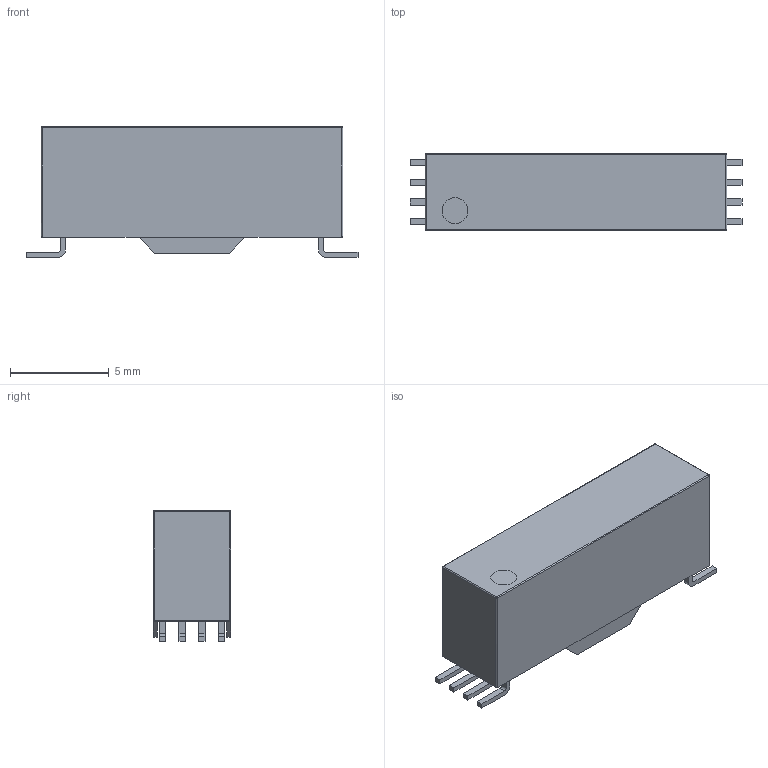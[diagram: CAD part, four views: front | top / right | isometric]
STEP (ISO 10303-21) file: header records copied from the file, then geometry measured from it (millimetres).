
FILE_DESCRIPTION(/* description */ (''),/* implementation_level */ '2;1');
FILE_NAME(/* name */ 'REL_PICKERING_200RF.stp',/* time_stamp */ '2016-05-19T14:35:01+02:00',/* author */ ('riccim'),/* organization */ ('SolidWorks'),/* preprocessor_version */ 'ST-DEVELOPER v15.5',/* originating_system */ 'AutoCAD Mechanical',/* authorisation */ ' ');
FILE_SCHEMA (('AUTOMOTIVE_DESIGN { 1 0 10303 214 3 1 1 }'));
Length unit declared in the file: millimetre
Products named in the file (1): Product
Bounding box: 16.8 x 3.9 x 6.6 mm (x, y, z)
Volume: 336.1 mm3; surface area: 379.5 mm2
Topology: 10 solids, 10 shells, 147 faces, 314 edges, 200 vertices
Faces by surface type: plane 99, cylinder 44, sphere 4
Full cylindrical faces by diameter (mm): 0.1 x16, 1.3 x2
Entity records: 3848 total; most frequent: DIRECTION 672, CARTESIAN_POINT 640, ORIENTED_EDGE 584, EDGE_CURVE 292, AXIS2_PLACEMENT_3D 232, LINE 208, VECTOR 208, VERTEX_POINT 200
